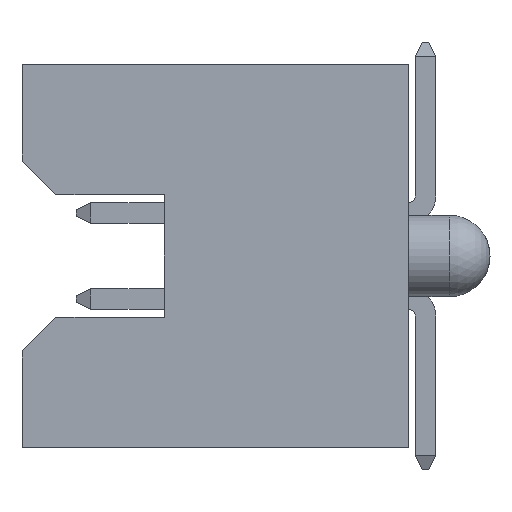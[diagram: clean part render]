
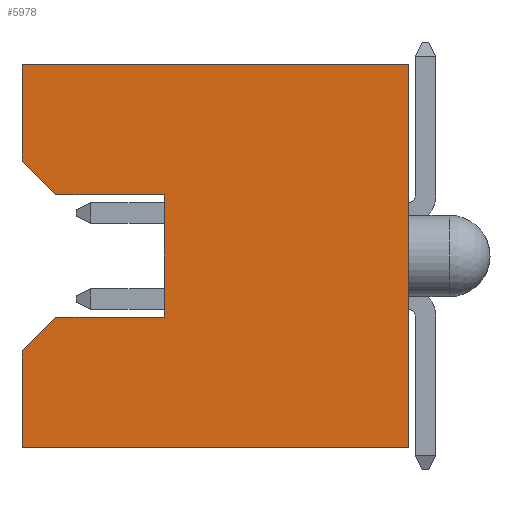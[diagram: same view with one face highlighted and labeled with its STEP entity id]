
A CAD part, left-side view. The second image highlights one B-rep face of the part: STEP entity #5978.
In plain terms, the highlighted planar face has unit normal (-1, 0, 0).
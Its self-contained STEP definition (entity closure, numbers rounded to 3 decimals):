
#19=DIRECTION('',(0.,0.707,-0.707));
#20=VECTOR('',#19,0.707);
#21=CARTESIAN_POINT('',(-7.95,-0.5,-0.9));
#22=LINE('',#21,#20);
#27=DIRECTION('',(0.,-1.,0.));
#28=VECTOR('',#27,1.6);
#29=CARTESIAN_POINT('',(-7.95,-0.5,-0.9));
#30=LINE('',#29,#28);
#34=DIRECTION('',(0.,-1.,0.));
#35=VECTOR('',#34,1.6);
#36=CARTESIAN_POINT('',(-7.95,-0.5,0.9));
#37=LINE('',#36,#35);
#41=DIRECTION('',(0.,-0.707,-0.707));
#42=VECTOR('',#41,0.707);
#43=CARTESIAN_POINT('',(-7.95,0.,1.4));
#44=LINE('',#43,#42);
#48=DIRECTION('',(0.,0.,1.));
#49=VECTOR('',#48,1.425);
#50=CARTESIAN_POINT('',(-7.95,0.,1.4));
#51=LINE('',#50,#49);
#55=DIRECTION('',(0.,-1.,0.));
#56=VECTOR('',#55,5.7);
#57=CARTESIAN_POINT('',(-7.95,0.,2.825));
#58=LINE('',#57,#56);
#62=DIRECTION('',(0.,0.,-1.));
#63=VECTOR('',#62,5.65);
#64=CARTESIAN_POINT('',(-7.95,-5.7,2.825));
#65=LINE('',#64,#63);
#69=DIRECTION('',(0.,1.,0.));
#70=VECTOR('',#69,5.7);
#71=CARTESIAN_POINT('',(-7.95,-5.7,-2.825));
#72=LINE('',#71,#70);
#76=DIRECTION('',(0.,0.,1.));
#77=VECTOR('',#76,1.425);
#78=CARTESIAN_POINT('',(-7.95,0.,-2.825));
#79=LINE('',#78,#77);
#703=DIRECTION('',(0.,0.,1.));
#704=VECTOR('',#703,1.8);
#705=CARTESIAN_POINT('',(-7.95,-2.1,-0.9));
#706=LINE('',#705,#704);
#5009=CARTESIAN_POINT('',(-7.95,-5.7,2.825));
#5010=CARTESIAN_POINT('',(-7.95,-5.7,-2.825));
#5011=VERTEX_POINT('',#5009);
#5012=VERTEX_POINT('',#5010);
#5013=CARTESIAN_POINT('',(-7.95,0.,-2.825));
#5014=VERTEX_POINT('',#5013);
#5015=CARTESIAN_POINT('',(-7.95,0.,2.825));
#5016=VERTEX_POINT('',#5015);
#5136=CARTESIAN_POINT('',(-7.95,-2.1,-0.9));
#5138=VERTEX_POINT('',#5136);
#5139=CARTESIAN_POINT('',(-7.95,-2.1,0.9));
#5141=VERTEX_POINT('',#5139);
#5151=CARTESIAN_POINT('',(-7.95,-0.5,-0.9));
#5152=CARTESIAN_POINT('',(-7.95,0.,-1.4));
#5153=VERTEX_POINT('',#5151);
#5154=VERTEX_POINT('',#5152);
#5191=CARTESIAN_POINT('',(-7.95,0.,1.4));
#5192=CARTESIAN_POINT('',(-7.95,-0.5,0.9));
#5193=VERTEX_POINT('',#5191);
#5194=VERTEX_POINT('',#5192);
#5951=CARTESIAN_POINT('',(-7.95,0.,0.));
#5952=DIRECTION('',(1.,0.,0.));
#5953=DIRECTION('',(0.,0.,-1.));
#5954=AXIS2_PLACEMENT_3D('',#5951,#5952,#5953);
#5955=PLANE('',#5954);
#5957=ORIENTED_EDGE('',*,*,#5956,.F.);
#5959=ORIENTED_EDGE('',*,*,#5958,.T.);
#5961=ORIENTED_EDGE('',*,*,#5960,.T.);
#5963=ORIENTED_EDGE('',*,*,#5962,.F.);
#5965=ORIENTED_EDGE('',*,*,#5964,.F.);
#5967=ORIENTED_EDGE('',*,*,#5966,.T.);
#5969=ORIENTED_EDGE('',*,*,#5968,.T.);
#5971=ORIENTED_EDGE('',*,*,#5970,.T.);
#5973=ORIENTED_EDGE('',*,*,#5972,.T.);
#5975=ORIENTED_EDGE('',*,*,#5974,.T.);
#5976=EDGE_LOOP('',(#5957,#5959,#5961,#5963,#5965,#5967,#5969,#5971,#5973,
#5975));
#5977=FACE_OUTER_BOUND('',#5976,.F.);
#5978=ADVANCED_FACE('',(#5977),#5955,.F.);
#5956=EDGE_CURVE('',#5153,#5154,#22,.T.);
#5958=EDGE_CURVE('',#5153,#5138,#30,.T.);
#5960=EDGE_CURVE('',#5138,#5141,#706,.T.);
#5962=EDGE_CURVE('',#5194,#5141,#37,.T.);
#5964=EDGE_CURVE('',#5193,#5194,#44,.T.);
#5966=EDGE_CURVE('',#5193,#5016,#51,.T.);
#5968=EDGE_CURVE('',#5016,#5011,#58,.T.);
#5970=EDGE_CURVE('',#5011,#5012,#65,.T.);
#5972=EDGE_CURVE('',#5012,#5014,#72,.T.);
#5974=EDGE_CURVE('',#5014,#5154,#79,.T.);
